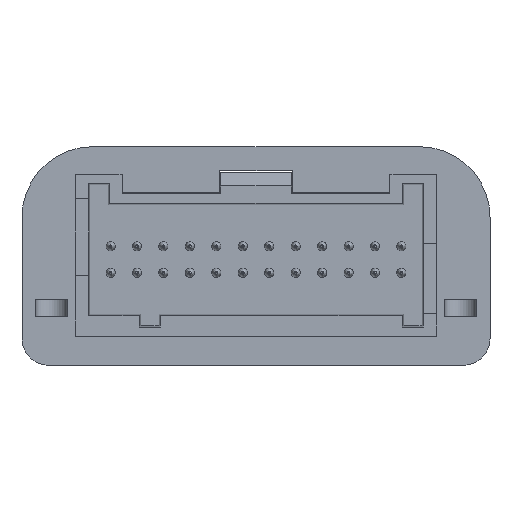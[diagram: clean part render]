
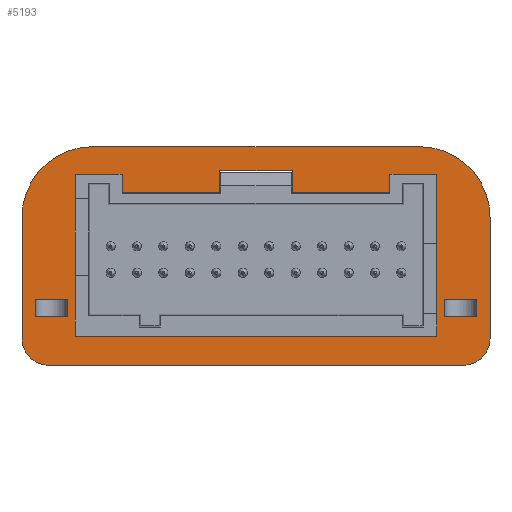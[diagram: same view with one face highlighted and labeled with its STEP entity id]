
A CAD part, front view. The second image highlights one B-rep face of the part: STEP entity #5193.
In plain terms, the highlighted planar face has unit normal (0, -1, 0).
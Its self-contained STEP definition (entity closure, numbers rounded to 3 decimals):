
#461=CIRCLE('',#5620,8.);
#462=CIRCLE('',#5621,8.);
#463=CIRCLE('',#5622,3.);
#464=CIRCLE('',#5623,3.);
#883=ORIENTED_EDGE('',*,*,#2215,.F.);
#884=ORIENTED_EDGE('',*,*,#2110,.F.);
#885=ORIENTED_EDGE('',*,*,#2216,.F.);
#886=ORIENTED_EDGE('',*,*,#2116,.T.);
#887=ORIENTED_EDGE('',*,*,#2217,.T.);
#888=ORIENTED_EDGE('',*,*,#2137,.F.);
#889=ORIENTED_EDGE('',*,*,#2218,.F.);
#890=ORIENTED_EDGE('',*,*,#2159,.T.);
#891=ORIENTED_EDGE('',*,*,#2219,.T.);
#892=ORIENTED_EDGE('',*,*,#2220,.F.);
#893=ORIENTED_EDGE('',*,*,#2221,.F.);
#894=ORIENTED_EDGE('',*,*,#2222,.T.);
#895=ORIENTED_EDGE('',*,*,#2223,.T.);
#896=ORIENTED_EDGE('',*,*,#2224,.F.);
#897=ORIENTED_EDGE('',*,*,#2225,.T.);
#898=ORIENTED_EDGE('',*,*,#2226,.F.);
#899=ORIENTED_EDGE('',*,*,#2227,.F.);
#900=ORIENTED_EDGE('',*,*,#2133,.F.);
#901=ORIENTED_EDGE('',*,*,#2228,.F.);
#902=ORIENTED_EDGE('',*,*,#2124,.T.);
#903=ORIENTED_EDGE('',*,*,#2229,.T.);
#904=ORIENTED_EDGE('',*,*,#2230,.T.);
#905=ORIENTED_EDGE('',*,*,#2231,.T.);
#906=ORIENTED_EDGE('',*,*,#2232,.T.);
#907=ORIENTED_EDGE('',*,*,#2233,.F.);
#908=ORIENTED_EDGE('',*,*,#2234,.T.);
#909=ORIENTED_EDGE('',*,*,#2235,.F.);
#910=ORIENTED_EDGE('',*,*,#2236,.T.);
#2110=EDGE_CURVE('',#2782,#2783,#3274,.T.);
#2116=EDGE_CURVE('',#2788,#2787,#3278,.T.);
#2124=EDGE_CURVE('',#2795,#2794,#3284,.T.);
#2133=EDGE_CURVE('',#2802,#2803,#3291,.T.);
#2137=EDGE_CURVE('',#2806,#2807,#3294,.T.);
#2159=EDGE_CURVE('',#2829,#2828,#3316,.T.);
#2215=EDGE_CURVE('',#2783,#2787,#3348,.T.);
#2216=EDGE_CURVE('',#2788,#2782,#3349,.T.);
#2217=EDGE_CURVE('',#2874,#2807,#3350,.T.);
#2218=EDGE_CURVE('',#2829,#2806,#3351,.T.);
#2219=EDGE_CURVE('',#2828,#2875,#3352,.T.);
#2220=EDGE_CURVE('',#2876,#2875,#3353,.T.);
#2221=EDGE_CURVE('',#2877,#2876,#3354,.T.);
#2222=EDGE_CURVE('',#2877,#2878,#3355,.T.);
#2223=EDGE_CURVE('',#2878,#2879,#3356,.T.);
#2224=EDGE_CURVE('',#2880,#2879,#3357,.T.);
#2225=EDGE_CURVE('',#2880,#2881,#3358,.T.);
#2226=EDGE_CURVE('',#2874,#2881,#3359,.T.);
#2227=EDGE_CURVE('',#2803,#2794,#3360,.T.);
#2228=EDGE_CURVE('',#2795,#2802,#3361,.T.);
#2229=EDGE_CURVE('',#2882,#2883,#3362,.T.);
#2230=EDGE_CURVE('',#2883,#2884,#461,.T.);
#2231=EDGE_CURVE('',#2884,#2885,#3363,.T.);
#2232=EDGE_CURVE('',#2885,#2886,#462,.T.);
#2233=EDGE_CURVE('',#2887,#2886,#3364,.T.);
#2234=EDGE_CURVE('',#2887,#2888,#463,.T.);
#2235=EDGE_CURVE('',#2889,#2888,#3365,.T.);
#2236=EDGE_CURVE('',#2889,#2882,#464,.T.);
#2782=VERTEX_POINT('',#7797);
#2783=VERTEX_POINT('',#7799);
#2787=VERTEX_POINT('',#7815);
#2788=VERTEX_POINT('',#7817);
#2794=VERTEX_POINT('',#7837);
#2795=VERTEX_POINT('',#7839);
#2802=VERTEX_POINT('',#7861);
#2803=VERTEX_POINT('',#7863);
#2806=VERTEX_POINT('',#7874);
#2807=VERTEX_POINT('',#7875);
#2828=VERTEX_POINT('',#7919);
#2829=VERTEX_POINT('',#7921);
#2874=VERTEX_POINT('',#8030);
#2875=VERTEX_POINT('',#8033);
#2876=VERTEX_POINT('',#8035);
#2877=VERTEX_POINT('',#8037);
#2878=VERTEX_POINT('',#8039);
#2879=VERTEX_POINT('',#8041);
#2880=VERTEX_POINT('',#8043);
#2881=VERTEX_POINT('',#8045);
#2882=VERTEX_POINT('',#8050);
#2883=VERTEX_POINT('',#8051);
#2884=VERTEX_POINT('',#8053);
#2885=VERTEX_POINT('',#8055);
#2886=VERTEX_POINT('',#8057);
#2887=VERTEX_POINT('',#8059);
#2888=VERTEX_POINT('',#8061);
#2889=VERTEX_POINT('',#8063);
#3274=LINE('',#7798,#3569);
#3278=LINE('',#7816,#3573);
#3284=LINE('',#7838,#3579);
#3291=LINE('',#7862,#3586);
#3294=LINE('',#7873,#3589);
#3316=LINE('',#7920,#3611);
#3348=LINE('',#8027,#3643);
#3349=LINE('',#8028,#3644);
#3350=LINE('',#8029,#3645);
#3351=LINE('',#8031,#3646);
#3352=LINE('',#8032,#3647);
#3353=LINE('',#8034,#3648);
#3354=LINE('',#8036,#3649);
#3355=LINE('',#8038,#3650);
#3356=LINE('',#8040,#3651);
#3357=LINE('',#8042,#3652);
#3358=LINE('',#8044,#3653);
#3359=LINE('',#8046,#3654);
#3360=LINE('',#8047,#3655);
#3361=LINE('',#8048,#3656);
#3362=LINE('',#8049,#3657);
#3363=LINE('',#8054,#3658);
#3364=LINE('',#8058,#3659);
#3365=LINE('',#8062,#3660);
#3569=VECTOR('',#6282,1000.);
#3573=VECTOR('',#6288,1000.);
#3579=VECTOR('',#6296,1000.);
#3586=VECTOR('',#6305,1000.);
#3589=VECTOR('',#6310,1000.);
#3611=VECTOR('',#6336,1000.);
#3643=VECTOR('',#6428,1000.);
#3644=VECTOR('',#6429,1000.);
#3645=VECTOR('',#6430,1000.);
#3646=VECTOR('',#6431,1000.);
#3647=VECTOR('',#6432,1000.);
#3648=VECTOR('',#6433,1000.);
#3649=VECTOR('',#6434,1000.);
#3650=VECTOR('',#6435,1000.);
#3651=VECTOR('',#6436,1000.);
#3652=VECTOR('',#6437,1000.);
#3653=VECTOR('',#6438,1000.);
#3654=VECTOR('',#6439,1000.);
#3655=VECTOR('',#6440,1000.);
#3656=VECTOR('',#6441,1000.);
#3657=VECTOR('',#6442,1000.);
#3658=VECTOR('',#6445,1000.);
#3659=VECTOR('',#6448,1000.);
#3660=VECTOR('',#6451,1000.);
#3918=EDGE_LOOP('',(#883,#884,#885,#886));
#3919=EDGE_LOOP('',(#887,#888,#889,#890,#891,#892,#893,#894,#895,#896,#897,
#898));
#3920=EDGE_LOOP('',(#899,#900,#901,#902));
#3921=EDGE_LOOP('',(#903,#904,#905,#906,#907,#908,#909,#910));
#4547=FACE_BOUND('',#3918,.T.);
#4548=FACE_BOUND('',#3919,.T.);
#4549=FACE_BOUND('',#3920,.T.);
#4550=FACE_BOUND('',#3921,.T.);
#5104=PLANE('',#5619);
#5193=ADVANCED_FACE('',(#4547,#4548,#4549,#4550),#5104,.T.);
#5619=AXIS2_PLACEMENT_3D('',#8026,#6426,#6427);
#5620=AXIS2_PLACEMENT_3D('',#8052,#6443,#6444);
#5621=AXIS2_PLACEMENT_3D('',#8056,#6446,#6447);
#5622=AXIS2_PLACEMENT_3D('',#8060,#6449,#6450);
#5623=AXIS2_PLACEMENT_3D('',#8064,#6452,#6453);
#6282=DIRECTION('',(0.,0.,-1.));
#6288=DIRECTION('',(0.,0.,-1.));
#6296=DIRECTION('',(0.,0.,-1.));
#6305=DIRECTION('',(0.,0.,-1.));
#6310=DIRECTION('',(0.,0.,1.));
#6336=DIRECTION('',(0.,0.,1.));
#6426=DIRECTION('',(0.,-1.,0.));
#6427=DIRECTION('',(1.,0.,0.));
#6428=DIRECTION('',(1.,0.,0.));
#6429=DIRECTION('',(-1.,0.,0.));
#6430=DIRECTION('',(1.,0.,0.));
#6431=DIRECTION('',(1.,0.,0.));
#6432=DIRECTION('',(1.,0.,0.));
#6433=DIRECTION('',(0.,0.,1.));
#6434=DIRECTION('',(-1.,0.,0.));
#6435=DIRECTION('',(0.,0.,1.));
#6436=DIRECTION('',(1.,0.,0.));
#6437=DIRECTION('',(0.,0.,1.));
#6438=DIRECTION('',(1.,0.,0.));
#6439=DIRECTION('',(0.,0.,-1.));
#6440=DIRECTION('',(1.,0.,0.));
#6441=DIRECTION('',(-1.,0.,0.));
#6442=DIRECTION('',(0.,0.,1.));
#6443=DIRECTION('',(0.,-1.,0.));
#6444=DIRECTION('',(-1.,0.,0.));
#6445=DIRECTION('',(-1.,0.,0.));
#6446=DIRECTION('',(0.,-1.,0.));
#6447=DIRECTION('',(-1.,0.,0.));
#6448=DIRECTION('',(0.,0.,1.));
#6449=DIRECTION('',(0.,-1.,0.));
#6450=DIRECTION('',(-1.,0.,0.));
#6451=DIRECTION('',(-1.,0.,0.));
#6452=DIRECTION('',(0.,-1.,0.));
#6453=DIRECTION('',(-1.,0.,0.));
#7797=CARTESIAN_POINT('',(-25.,-6.7,-4.604));
#7798=CARTESIAN_POINT('',(-25.,-6.7,-6.604));
#7799=CARTESIAN_POINT('',(-25.,-6.7,-6.604));
#7815=CARTESIAN_POINT('',(-21.4,-6.7,-6.604));
#7816=CARTESIAN_POINT('',(-21.4,-6.7,-5.904));
#7817=CARTESIAN_POINT('',(-21.4,-6.7,-4.604));
#7837=CARTESIAN_POINT('',(25.,-6.7,-6.604));
#7838=CARTESIAN_POINT('',(25.,-6.7,-5.904));
#7839=CARTESIAN_POINT('',(25.,-6.7,-4.604));
#7861=CARTESIAN_POINT('',(21.4,-6.7,-4.604));
#7862=CARTESIAN_POINT('',(21.4,-6.7,-6.604));
#7863=CARTESIAN_POINT('',(21.4,-6.7,-6.604));
#7873=CARTESIAN_POINT('',(20.5,-6.7,-5.904));
#7874=CARTESIAN_POINT('',(20.5,-6.7,-8.804));
#7875=CARTESIAN_POINT('',(20.5,-6.7,9.596));
#7919=CARTESIAN_POINT('',(-20.5,-6.7,9.596));
#7920=CARTESIAN_POINT('',(-20.5,-6.7,3.746));
#7921=CARTESIAN_POINT('',(-20.5,-6.7,-8.804));
#8026=CARTESIAN_POINT('',(-13.275,-6.7,-5.904));
#8027=CARTESIAN_POINT('',(-18.,-6.7,-6.604));
#8028=CARTESIAN_POINT('',(-23.2,-6.7,-4.604));
#8029=CARTESIAN_POINT('',(-9.4,-6.7,9.596));
#8030=CARTESIAN_POINT('',(15.2,-6.7,9.596));
#8031=CARTESIAN_POINT('',(-13.275,-6.7,-8.804));
#8032=CARTESIAN_POINT('',(-9.4,-6.7,9.596));
#8033=CARTESIAN_POINT('',(-15.2,-6.7,9.596));
#8034=CARTESIAN_POINT('',(-15.2,-6.7,-8.804));
#8035=CARTESIAN_POINT('',(-15.2,-6.7,7.499));
#8036=CARTESIAN_POINT('',(-13.275,-6.7,7.499));
#8037=CARTESIAN_POINT('',(-4.107,-6.7,7.499));
#8038=CARTESIAN_POINT('',(-4.107,-6.7,-5.904));
#8039=CARTESIAN_POINT('',(-4.107,-6.7,9.996));
#8040=CARTESIAN_POINT('',(-13.275,-6.7,9.996));
#8041=CARTESIAN_POINT('',(4.107,-6.7,9.996));
#8042=CARTESIAN_POINT('',(4.107,-6.7,7.196));
#8043=CARTESIAN_POINT('',(4.107,-6.7,7.499));
#8044=CARTESIAN_POINT('',(-15.2,-6.7,7.499));
#8045=CARTESIAN_POINT('',(15.2,-6.7,7.499));
#8046=CARTESIAN_POINT('',(15.2,-6.7,-5.904));
#8047=CARTESIAN_POINT('',(-18.,-6.7,-6.604));
#8048=CARTESIAN_POINT('',(-23.2,-6.7,-4.604));
#8049=CARTESIAN_POINT('',(26.55,-6.7,-5.904));
#8050=CARTESIAN_POINT('',(26.55,-6.7,-9.104));
#8051=CARTESIAN_POINT('',(26.55,-6.7,4.696));
#8052=CARTESIAN_POINT('',(18.55,-6.7,4.696));
#8053=CARTESIAN_POINT('',(18.55,-6.7,12.696));
#8054=CARTESIAN_POINT('',(-13.275,-6.7,12.696));
#8055=CARTESIAN_POINT('',(-18.55,-6.7,12.696));
#8056=CARTESIAN_POINT('',(-18.55,-6.7,4.696));
#8057=CARTESIAN_POINT('',(-26.55,-6.7,4.696));
#8058=CARTESIAN_POINT('',(-26.55,-6.7,-5.904));
#8059=CARTESIAN_POINT('',(-26.55,-6.7,-9.104));
#8060=CARTESIAN_POINT('',(-23.55,-6.7,-9.104));
#8061=CARTESIAN_POINT('',(-23.55,-6.7,-12.104));
#8062=CARTESIAN_POINT('',(-13.275,-6.7,-12.104));
#8063=CARTESIAN_POINT('',(23.55,-6.7,-12.104));
#8064=CARTESIAN_POINT('',(23.55,-6.7,-9.104));
